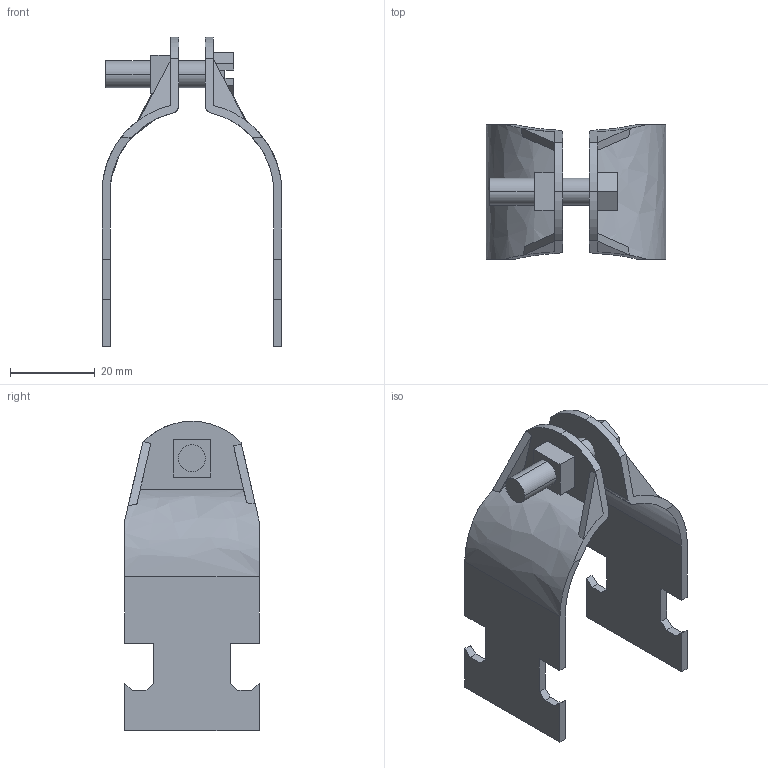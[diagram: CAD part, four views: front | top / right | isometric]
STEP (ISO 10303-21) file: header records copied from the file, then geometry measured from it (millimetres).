
FILE_DESCRIPTION(('TurboCAD Mac Pro'),'Build 980');
FILE_NAME('P1214.stp',' ',(''),(''),'ACIS Interop','IMSI','TurboCAD Mac Pro BY IMSI, INCORPORATED');
FILE_SCHEMA(('automotive_design'));
Length unit declared in the file: inch
Products named in the file (5): 1; 2; 3; 4; 5
Bounding box: 42.47 x 31.79 x 73.02 mm (x, y, z)
Volume: 10108.5 mm3; surface area: 11357.8 mm2
Topology: 4 solids, 4 shells, 113 faces, 291 edges, 188 vertices
Faces by surface type: plane 89, bspline 24
Entity records: 4688 total; most frequent: CARTESIAN_POINT 1057, ORIENTED_EDGE 582, DIRECTION 413, EDGE_CURVE 291, LINE 225, VECTOR 225, VERTEX_POINT 188, STYLED_ITEM 125
